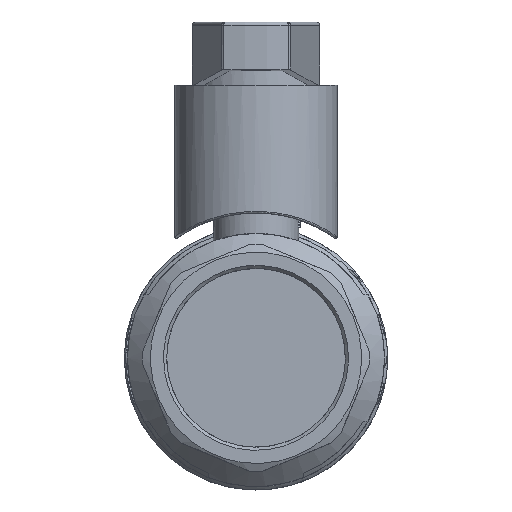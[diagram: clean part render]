
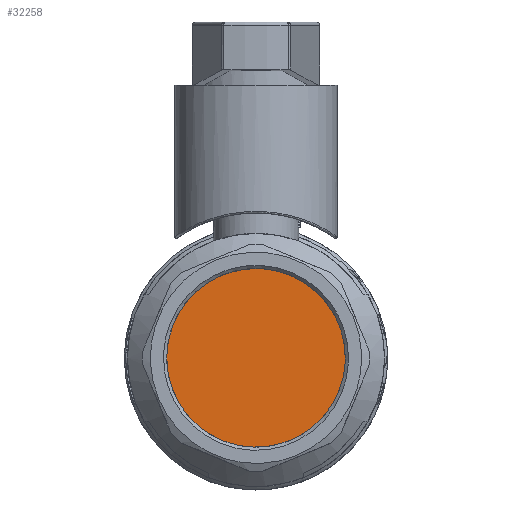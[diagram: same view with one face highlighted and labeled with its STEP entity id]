
A CAD part, top view. The second image highlights one B-rep face of the part: STEP entity #32258.
In plain terms, the highlighted planar face has unit normal (0, 0, -1).
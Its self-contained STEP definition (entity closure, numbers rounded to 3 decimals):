
#1121=PLANE('',#35529);
#12382=ORIENTED_EDGE('',*,*,#16564,.F.);
#12383=ORIENTED_EDGE('',*,*,#16563,.T.);
#16563=EDGE_CURVE('',#19189,#19189,#19781,.T.);
#16564=EDGE_CURVE('',#19190,#19190,#19782,.T.);
#19189=VERTEX_POINT('',#54609);
#19190=VERTEX_POINT('',#54612);
#19781=CIRCLE('',#35528,28.328);
#19782=CIRCLE('',#35530,28.329);
#21173=EDGE_LOOP('',(#12382));
#21174=EDGE_LOOP('',(#12383));
#22687=FACE_BOUND('',#21173,.T.);
#22688=FACE_BOUND('',#21174,.T.);
#32258=ADVANCED_FACE('',(#22687,#22688),#1121,.F.);
#35528=AXIS2_PLACEMENT_3D('',#54608,#43195,#43196);
#35529=AXIS2_PLACEMENT_3D('',#54610,#43197,#43198);
#35530=AXIS2_PLACEMENT_3D('',#54611,#43199,#43200);
#43195=DIRECTION('',(0.,0.,1.));
#43196=DIRECTION('',(1.,0.,0.));
#43197=DIRECTION('',(0.,0.,1.));
#43198=DIRECTION('',(1.,0.,0.));
#43199=DIRECTION('',(0.,0.,1.));
#43200=DIRECTION('',(0.707,0.707,0.));
#54608=CARTESIAN_POINT('',(0.,0.,4.5));
#54609=CARTESIAN_POINT('',(28.328,0.,4.5));
#54610=CARTESIAN_POINT('',(12.844,28.759,4.5));
#54611=CARTESIAN_POINT('',(0.,0.,4.5));
#54612=CARTESIAN_POINT('',(20.032,20.032,4.5));
